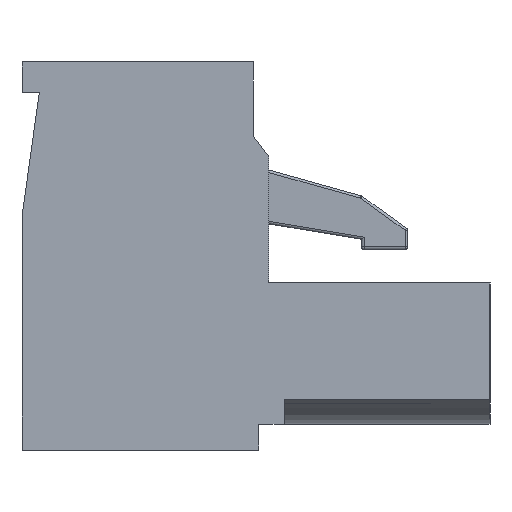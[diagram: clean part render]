
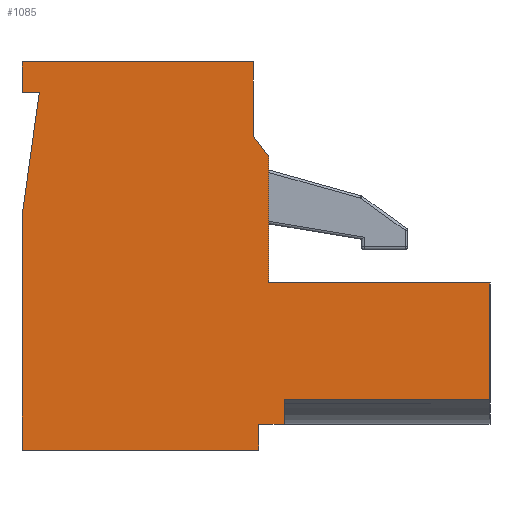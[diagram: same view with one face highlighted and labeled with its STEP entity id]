
A CAD part, left-side view. The second image highlights one B-rep face of the part: STEP entity #1085.
In plain terms, the highlighted planar face has unit normal (-1, 0, 0).
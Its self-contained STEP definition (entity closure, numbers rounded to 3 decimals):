
#1085 = ADVANCED_FACE( '', ( #2492 ), #2493, .F. );
#2492 = FACE_OUTER_BOUND( '', #4357, .T. );
#2493 = PLANE( '', #4358 );
#4357 = EDGE_LOOP( '', ( #7025, #7026, #7027, #7028, #7029, #7030, #7031, #7032, #7033, #7034, #7035, #7036, #7037, #7038, #7039 ) );
#4358 = AXIS2_PLACEMENT_3D( '', #7040, #7041, #7042 );
#7025 = ORIENTED_EDGE( '', *, *, #11593, .F. );
#7026 = ORIENTED_EDGE( '', *, *, #11983, .T. );
#7027 = ORIENTED_EDGE( '', *, *, #11984, .F. );
#7028 = ORIENTED_EDGE( '', *, *, #11985, .F. );
#7029 = ORIENTED_EDGE( '', *, *, #11852, .F. );
#7030 = ORIENTED_EDGE( '', *, *, #11986, .F. );
#7031 = ORIENTED_EDGE( '', *, *, #11987, .F. );
#7032 = ORIENTED_EDGE( '', *, *, #11988, .F. );
#7033 = ORIENTED_EDGE( '', *, *, #11989, .F. );
#7034 = ORIENTED_EDGE( '', *, *, #11990, .F. );
#7035 = ORIENTED_EDGE( '', *, *, #11991, .F. );
#7036 = ORIENTED_EDGE( '', *, *, #11302, .F. );
#7037 = ORIENTED_EDGE( '', *, *, #11992, .F. );
#7038 = ORIENTED_EDGE( '', *, *, #11806, .F. );
#7039 = ORIENTED_EDGE( '', *, *, #11993, .F. );
#7040 = CARTESIAN_POINT( '', ( -12.5, 0., 0. ) );
#7041 = DIRECTION( '', ( 1., 0., 0. ) );
#7042 = DIRECTION( '', ( 0., 0., -1. ) );
#11302 = EDGE_CURVE( '', #13494, #13496, #13497, .T. );
#11593 = EDGE_CURVE( '', #14008, #14010, #14011, .T. );
#11806 = EDGE_CURVE( '', #14373, #14374, #14375, .T. );
#11852 = EDGE_CURVE( '', #14452, #14455, #14456, .T. );
#11983 = EDGE_CURVE( '', #14008, #14669, #14670, .T. );
#11984 = EDGE_CURVE( '', #14671, #14669, #14672, .T. );
#11985 = EDGE_CURVE( '', #14455, #14671, #14673, .T. );
#11986 = EDGE_CURVE( '', #14674, #14452, #14675, .T. );
#11987 = EDGE_CURVE( '', #14676, #14674, #14677, .T. );
#11988 = EDGE_CURVE( '', #14678, #14676, #14679, .T. );
#11989 = EDGE_CURVE( '', #14680, #14678, #14681, .T. );
#11990 = EDGE_CURVE( '', #14682, #14680, #14683, .T. );
#11991 = EDGE_CURVE( '', #13496, #14682, #14684, .T. );
#11992 = EDGE_CURVE( '', #14374, #13494, #14685, .T. );
#11993 = EDGE_CURVE( '', #14010, #14373, #14686, .T. );
#13494 = VERTEX_POINT( '', #16705 );
#13496 = VERTEX_POINT( '', #16708 );
#13497 = LINE( '', #16709, #16710 );
#14008 = VERTEX_POINT( '', #17418 );
#14010 = VERTEX_POINT( '', #17421 );
#14011 = LINE( '', #17422, #17423 );
#14373 = VERTEX_POINT( '', #17946 );
#14374 = VERTEX_POINT( '', #17947 );
#14375 = LINE( '', #17948, #17949 );
#14452 = VERTEX_POINT( '', #18054 );
#14455 = VERTEX_POINT( '', #18058 );
#14456 = LINE( '', #18059, #18060 );
#14669 = VERTEX_POINT( '', #18368 );
#14670 = LINE( '', #18369, #18370 );
#14671 = VERTEX_POINT( '', #18371 );
#14672 = LINE( '', #18372, #18373 );
#14673 = LINE( '', #18374, #18375 );
#14674 = VERTEX_POINT( '', #18376 );
#14675 = LINE( '', #18377, #18378 );
#14676 = VERTEX_POINT( '', #18379 );
#14677 = LINE( '', #18380, #18381 );
#14678 = VERTEX_POINT( '', #18382 );
#14679 = LINE( '', #18383, #18384 );
#14680 = VERTEX_POINT( '', #18385 );
#14681 = LINE( '', #18386, #18387 );
#14682 = VERTEX_POINT( '', #18388 );
#14683 = LINE( '', #18389, #18390 );
#14684 = LINE( '', #18391, #18392 );
#14685 = LINE( '', #18393, #18394 );
#14686 = LINE( '', #18395, #18396 );
#16705 = CARTESIAN_POINT( '', ( -12.5, 9.6, -3.25 ) );
#16708 = CARTESIAN_POINT( '', ( -12.5, 9.6, 5.85 ) );
#16709 = CARTESIAN_POINT( '', ( -12.5, 9.6, -3.25 ) );
#16710 = VECTOR( '', #21100, 1000. );
#17418 = CARTESIAN_POINT( '', ( -12.5, -0.6, -1.29 ) );
#17421 = CARTESIAN_POINT( '', ( -12.5, -0.6, -2.25 ) );
#17422 = CARTESIAN_POINT( '', ( -12.5, -0.6, -1.29 ) );
#17423 = VECTOR( '', #21425, 1000. );
#17946 = CARTESIAN_POINT( '', ( -12.5, 0.4, -2.25 ) );
#17947 = CARTESIAN_POINT( '', ( -12.5, 0.4, -3.25 ) );
#17948 = CARTESIAN_POINT( '', ( -12.5, 0.4, 0. ) );
#17949 = VECTOR( '', #21639, 1000. );
#18054 = CARTESIAN_POINT( '', ( -12.5, 0., 8.15 ) );
#18058 = CARTESIAN_POINT( '', ( -12.5, 0., 3.25 ) );
#18059 = CARTESIAN_POINT( '', ( -12.5, 0., 11.85 ) );
#18060 = VECTOR( '', #21696, 1000. );
#18368 = CARTESIAN_POINT( '', ( -12.5, -8.6, -1.29 ) );
#18369 = CARTESIAN_POINT( '', ( -12.5, -0.6, -1.29 ) );
#18370 = VECTOR( '', #21822, 1000. );
#18371 = CARTESIAN_POINT( '', ( -12.5, -8.6, 3.25 ) );
#18372 = CARTESIAN_POINT( '', ( -12.5, -8.6, 3.25 ) );
#18373 = VECTOR( '', #21823, 1000. );
#18374 = CARTESIAN_POINT( '', ( -12.5, 0., 3.25 ) );
#18375 = VECTOR( '', #21824, 1000. );
#18376 = CARTESIAN_POINT( '', ( -12.5, 0.6, 8.95 ) );
#18377 = CARTESIAN_POINT( '', ( -12.5, -3.912, 2.934 ) );
#18378 = VECTOR( '', #21825, 1000. );
#18379 = CARTESIAN_POINT( '', ( -12.5, 0.6, 11.85 ) );
#18380 = CARTESIAN_POINT( '', ( -12.5, 0.6, 0. ) );
#18381 = VECTOR( '', #21826, 1000. );
#18382 = CARTESIAN_POINT( '', ( -12.5, 9.6, 11.85 ) );
#18383 = CARTESIAN_POINT( '', ( -12.5, 9.6, 11.85 ) );
#18384 = VECTOR( '', #21827, 1000. );
#18385 = CARTESIAN_POINT( '', ( -12.5, 9.6, 10.65 ) );
#18386 = CARTESIAN_POINT( '', ( -12.5, 9.6, -3.25 ) );
#18387 = VECTOR( '', #21828, 1000. );
#18388 = CARTESIAN_POINT( '', ( -12.5, 8.925, 10.65 ) );
#18389 = CARTESIAN_POINT( '', ( -12.5, 0., 10.65 ) );
#18390 = VECTOR( '', #21829, 1000. );
#18391 = CARTESIAN_POINT( '', ( -12.5, 10.22, 1.436 ) );
#18392 = VECTOR( '', #21830, 1000. );
#18393 = CARTESIAN_POINT( '', ( -12.5, -8.6, -3.25 ) );
#18394 = VECTOR( '', #21831, 1000. );
#18395 = CARTESIAN_POINT( '', ( -12.5, 0., -2.25 ) );
#18396 = VECTOR( '', #21832, 1000. );
#21100 = DIRECTION( '', ( 0., 0., 1. ) );
#21425 = DIRECTION( '', ( 0., 0., -1. ) );
#21639 = DIRECTION( '', ( 0., 0., -1. ) );
#21696 = DIRECTION( '', ( 0., 0., -1. ) );
#21822 = DIRECTION( '', ( 0., -1., 0. ) );
#21823 = DIRECTION( '', ( 0., 0., -1. ) );
#21824 = DIRECTION( '', ( 0., -1., 0. ) );
#21825 = DIRECTION( '', ( 0., -0.6, -0.8 ) );
#21826 = DIRECTION( '', ( 0., 0., -1. ) );
#21827 = DIRECTION( '', ( 0., -1., 0. ) );
#21828 = DIRECTION( '', ( 0., 0., 1. ) );
#21829 = DIRECTION( '', ( 0., 1., 0. ) );
#21830 = DIRECTION( '', ( 0., -0.139, 0.99 ) );
#21831 = DIRECTION( '', ( 0., 1., 0. ) );
#21832 = DIRECTION( '', ( 0., 1., 0. ) );
